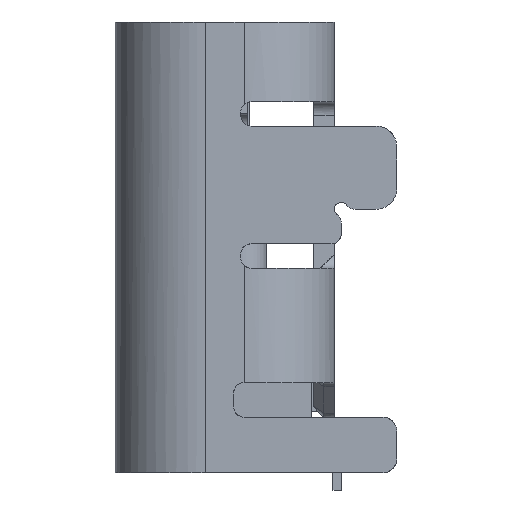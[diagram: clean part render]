
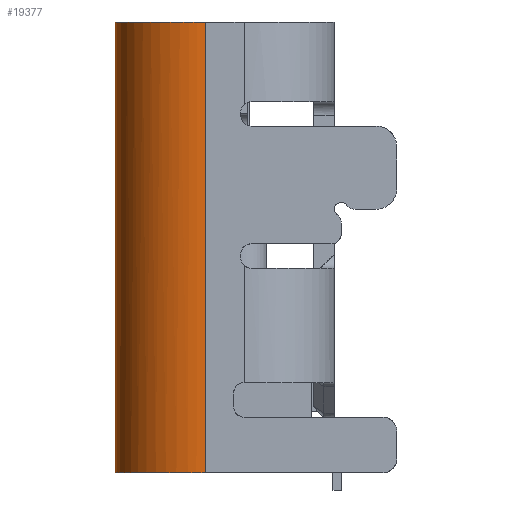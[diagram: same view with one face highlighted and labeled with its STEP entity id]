
A CAD part, left-side view. The second image highlights one B-rep face of the part: STEP entity #19377.
In plain terms, the highlighted cylindrical face has radius 1.3 mm (diameter 2.6 mm), a partial arc.
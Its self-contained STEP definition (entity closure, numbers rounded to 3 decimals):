
#38 = FACE_OUTER_BOUND ( 'NONE', #21877, .T. ) ;
#233 = ORIENTED_EDGE ( 'NONE', *, *, #4384, .T. ) ;
#1572 = VERTEX_POINT ( 'NONE', #1766 ) ;
#1593 = CARTESIAN_POINT ( 'NONE',  ( -4.153, 1.136, -1.95 ) ) ;
#1651 = CARTESIAN_POINT ( 'NONE',  ( -3.17, 1.58, -5.2 ) ) ;
#1766 = CARTESIAN_POINT ( 'NONE',  ( -4.47, 0.28, -8.45 ) ) ;
#2299 = CARTESIAN_POINT ( 'NONE',  ( -3.17, 1.58, -8.45 ) ) ;
#3320 = ORIENTED_EDGE ( 'NONE', *, *, #9047, .T. ) ;
#3478 = CARTESIAN_POINT ( 'NONE',  ( -4.436, 0.62, -8.45 ) ) ;
#4017 = CARTESIAN_POINT ( 'NONE',  ( -3.571, 1.517, -1.95 ) ) ;
#4151 = CARTESIAN_POINT ( 'NONE',  ( -4.343, 0.841, -1.95 ) ) ;
#4384 = EDGE_CURVE ( 'NONE', #1572, #12777, #20925, .T. ) ;
#5638 = CARTESIAN_POINT ( 'NONE',  ( -3.17, 1.58, -1.95 ) ) ;
#5779 = CARTESIAN_POINT ( 'NONE',  ( -4.314, 0.9, -1.95 ) ) ;
#6167 = CARTESIAN_POINT ( 'NONE',  ( -4.44, 0.605, -1.95 ) ) ;
#6302 = VERTEX_POINT ( 'NONE', #20909 ) ;
#6423 = DIRECTION ( 'NONE',  ( 0., 0., 1. ) ) ;
#7252 = CARTESIAN_POINT ( 'NONE',  ( -3.34, 1.58, -8.45 ) ) ;
#7676 = CARTESIAN_POINT ( 'NONE',  ( -3.374, 1.569, -1.95 ) ) ;
#7995 = DIRECTION ( 'NONE',  ( 0., 0., 1. ) ) ;
#8041 = CYLINDRICAL_SURFACE ( 'NONE', #20612, 1.3 ) ;
#8191 = CARTESIAN_POINT ( 'NONE',  ( -4.362, 0.8, -1.95 ) ) ;
#8300 = DIRECTION ( 'NONE',  ( 0., 0., 1. ) ) ;
#8457 = CARTESIAN_POINT ( 'NONE',  ( -4.47, 0.28, -8.58 ) ) ;
#8929 = B_SPLINE_CURVE_WITH_KNOTS ( 'NONE', 3,
 ( #15918, #7252, #24057, #11572, #25964, #24186, #17811, #3478, #25828, #22023 ),
 .UNSPECIFIED., .F., .F.,
 ( 4, 2, 2, 2, 4 ),
 ( 0., 0.25, 0.5, 0.75, 1. ),
 .UNSPECIFIED. ) ;
#9047 = EDGE_CURVE ( 'NONE', #11387, #1572, #8929, .T. ) ;
#9847 = CARTESIAN_POINT ( 'NONE',  ( -4.236, 1.033, -1.95 ) ) ;
#11387 = VERTEX_POINT ( 'NONE', #2299 ) ;
#11572 = CARTESIAN_POINT ( 'NONE',  ( -3.825, 1.416, -8.45 ) ) ;
#12777 = VERTEX_POINT ( 'NONE', #24126 ) ;
#13536 = VECTOR ( 'NONE', #6423, 1000. ) ;
#13820 = EDGE_CURVE ( 'NONE', #11387, #6302, #26565, .T. ) ;
#13883 = CARTESIAN_POINT ( 'NONE',  ( -3.628, 1.497, -1.95 ) ) ;
#14289 = CARTESIAN_POINT ( 'NONE',  ( -3.253, 1.58, -1.95 ) ) ;
#14431 = CARTESIAN_POINT ( 'NONE',  ( -4.47, 0.445, -1.95 ) ) ;
#15904 = ORIENTED_EDGE ( 'NONE', *, *, #13820, .F. ) ;
#15918 = CARTESIAN_POINT ( 'NONE',  ( -3.17, 1.58, -8.45 ) ) ;
#16111 = EDGE_CURVE ( 'NONE', #6302, #12777, #24921, .T. ) ;
#16451 = CARTESIAN_POINT ( 'NONE',  ( -4.371, 0.778, -1.95 ) ) ;
#17811 = CARTESIAN_POINT ( 'NONE',  ( -4.306, 0.935, -8.45 ) ) ;
#18189 = CARTESIAN_POINT ( 'NONE',  ( -3.17, 0.28, -8.58 ) ) ;
#19377 = ADVANCED_FACE ( 'NONE', ( #38 ), #8041, .T. ) ;
#20134 = CARTESIAN_POINT ( 'NONE',  ( -3.963, 1.326, -1.95 ) ) ;
#20612 = AXIS2_PLACEMENT_3D ( 'NONE', #18189, #8300, #22532 ) ;
#20909 = CARTESIAN_POINT ( 'NONE',  ( -3.17, 1.58, -1.95 ) ) ;
#20925 = LINE ( 'NONE', #8457, #13536 ) ;
#21877 = EDGE_LOOP ( 'NONE', ( #22102, #15904, #3320, #233 ) ) ;
#22023 = CARTESIAN_POINT ( 'NONE',  ( -4.47, 0.28, -8.45 ) ) ;
#22102 = ORIENTED_EDGE ( 'NONE', *, *, #16111, .F. ) ;
#22532 = DIRECTION ( 'NONE',  ( 1., 0., 0. ) ) ;
#22564 = CARTESIAN_POINT ( 'NONE',  ( -3.513, 1.535, -1.95 ) ) ;
#22701 = CARTESIAN_POINT ( 'NONE',  ( -4.47, 0.28, -1.95 ) ) ;
#23833 = VECTOR ( 'NONE', #7995, 1000. ) ;
#24057 = CARTESIAN_POINT ( 'NONE',  ( -3.51, 1.546, -8.45 ) ) ;
#24126 = CARTESIAN_POINT ( 'NONE',  ( -4.47, 0.28, -1.95 ) ) ;
#24186 = CARTESIAN_POINT ( 'NONE',  ( -4.21, 1.079, -8.45 ) ) ;
#24328 = CARTESIAN_POINT ( 'NONE',  ( -3.815, 1.423, -1.95 ) ) ;
#24726 = CARTESIAN_POINT ( 'NONE',  ( -3.61, 1.503, -1.95 ) ) ;
#24921 = B_SPLINE_CURVE_WITH_KNOTS ( 'NONE', 3,
 ( #5638, #14289, #7676, #22564, #4017, #24726, #13883, #24328, #20134, #1593, #9847, #5779, #4151, #8191, #16451, #6167, #14431, #22701 ),
 .UNSPECIFIED., .F., .F.,
 ( 4, 1, 1, 2, 2, 2, 1, 1, 2, 2, 4 ),
 ( 0., 0.125, 0.188, 0.219, 0.25, 0.5, 0.625, 0.688, 0.719, 0.75, 1. ),
 .UNSPECIFIED. ) ;
#25828 = CARTESIAN_POINT ( 'NONE',  ( -4.47, 0.45, -8.45 ) ) ;
#25964 = CARTESIAN_POINT ( 'NONE',  ( -3.969, 1.32, -8.45 ) ) ;
#26565 = LINE ( 'NONE', #1651, #23833 ) ;
